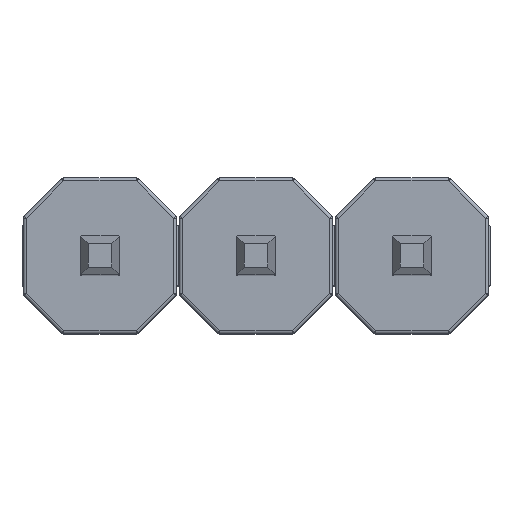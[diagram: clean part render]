
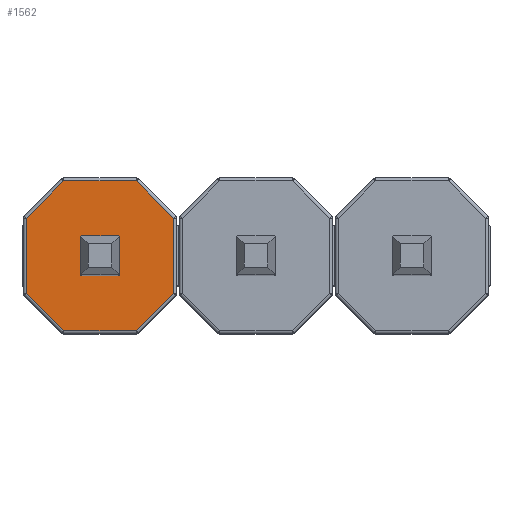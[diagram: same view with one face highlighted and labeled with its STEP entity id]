
A CAD part, top view. The second image highlights one B-rep face of the part: STEP entity #1562.
In plain terms, the highlighted planar face has unit normal (0, 0, 1).
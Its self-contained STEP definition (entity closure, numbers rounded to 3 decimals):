
#92=FACE_BOUND('',#306,.T.);
#213=FACE_OUTER_BOUND('',#305,.T.);
#305=EDGE_LOOP('',(#1178,#1179,#1180,#1181,#1182,#1183,#1184,#1185));
#306=EDGE_LOOP('',(#1186,#1187,#1188,#1189,#1190,#1191,#1192,#1193,#1194,
#1195,#1196,#1197));
#339=LINE('',#2293,#479);
#345=LINE('',#2305,#485);
#347=LINE('',#2311,#487);
#353=LINE('',#2323,#493);
#355=LINE('',#2328,#495);
#359=LINE('',#2335,#499);
#361=LINE('',#2340,#501);
#365=LINE('',#2347,#505);
#392=LINE('',#2470,#532);
#395=LINE('',#2502,#535);
#398=LINE('',#2525,#538);
#399=LINE('',#2533,#539);
#401=LINE('',#2536,#541);
#404=LINE('',#2542,#544);
#416=LINE('',#2560,#556);
#423=LINE('',#2571,#563);
#430=LINE('',#2584,#570);
#431=LINE('',#2585,#571);
#432=LINE('',#2586,#572);
#433=LINE('',#2587,#573);
#479=VECTOR('',#1819,10.);
#485=VECTOR('',#1827,10.);
#487=VECTOR('',#1831,10.);
#493=VECTOR('',#1839,10.);
#495=VECTOR('',#1843,10.);
#499=VECTOR('',#1849,10.);
#501=VECTOR('',#1853,10.);
#505=VECTOR('',#1859,10.);
#532=VECTOR('',#1990,10.);
#535=VECTOR('',#2029,10.);
#538=VECTOR('',#2058,10.);
#539=VECTOR('',#2069,10.);
#541=VECTOR('',#2073,10.);
#544=VECTOR('',#2082,10.);
#556=VECTOR('',#2106,10.);
#563=VECTOR('',#2121,10.);
#570=VECTOR('',#2140,10.);
#571=VECTOR('',#2141,10.);
#572=VECTOR('',#2142,10.);
#573=VECTOR('',#2143,10.);
#618=VERTEX_POINT('',#2289);
#620=VERTEX_POINT('',#2292);
#623=VERTEX_POINT('',#2299);
#625=VERTEX_POINT('',#2303);
#626=VERTEX_POINT('',#2307);
#628=VERTEX_POINT('',#2310);
#631=VERTEX_POINT('',#2317);
#633=VERTEX_POINT('',#2321);
#634=VERTEX_POINT('',#2325);
#637=VERTEX_POINT('',#2332);
#638=VERTEX_POINT('',#2337);
#641=VERTEX_POINT('',#2344);
#674=VERTEX_POINT('',#2438);
#679=VERTEX_POINT('',#2451);
#685=VERTEX_POINT('',#2465);
#691=VERTEX_POINT('',#2485);
#696=VERTEX_POINT('',#2498);
#701=VERTEX_POINT('',#2514);
#703=VERTEX_POINT('',#2520);
#705=VERTEX_POINT('',#2529);
#739=EDGE_CURVE('',#620,#618,#339,.T.);
#745=EDGE_CURVE('',#623,#625,#345,.T.);
#747=EDGE_CURVE('',#628,#626,#347,.T.);
#753=EDGE_CURVE('',#631,#633,#353,.T.);
#755=EDGE_CURVE('',#633,#634,#355,.T.);
#759=EDGE_CURVE('',#637,#620,#359,.T.);
#761=EDGE_CURVE('',#625,#638,#361,.T.);
#765=EDGE_CURVE('',#641,#628,#365,.T.);
#824=EDGE_CURVE('',#674,#685,#392,.T.);
#839=EDGE_CURVE('',#685,#696,#395,.T.);
#851=EDGE_CURVE('',#696,#703,#398,.T.);
#855=EDGE_CURVE('',#703,#705,#399,.T.);
#857=EDGE_CURVE('',#705,#701,#401,.T.);
#860=EDGE_CURVE('',#701,#691,#404,.T.);
#872=EDGE_CURVE('',#691,#679,#416,.T.);
#879=EDGE_CURVE('',#679,#674,#423,.T.);
#886=EDGE_CURVE('',#637,#634,#430,.T.);
#887=EDGE_CURVE('',#623,#618,#431,.T.);
#888=EDGE_CURVE('',#641,#638,#432,.T.);
#889=EDGE_CURVE('',#631,#626,#433,.T.);
#1178=ORIENTED_EDGE('',*,*,#824,.F.);
#1179=ORIENTED_EDGE('',*,*,#879,.F.);
#1180=ORIENTED_EDGE('',*,*,#872,.F.);
#1181=ORIENTED_EDGE('',*,*,#860,.F.);
#1182=ORIENTED_EDGE('',*,*,#857,.F.);
#1183=ORIENTED_EDGE('',*,*,#855,.F.);
#1184=ORIENTED_EDGE('',*,*,#851,.F.);
#1185=ORIENTED_EDGE('',*,*,#839,.F.);
#1186=ORIENTED_EDGE('',*,*,#755,.T.);
#1187=ORIENTED_EDGE('',*,*,#886,.F.);
#1188=ORIENTED_EDGE('',*,*,#759,.T.);
#1189=ORIENTED_EDGE('',*,*,#739,.T.);
#1190=ORIENTED_EDGE('',*,*,#887,.F.);
#1191=ORIENTED_EDGE('',*,*,#745,.T.);
#1192=ORIENTED_EDGE('',*,*,#761,.T.);
#1193=ORIENTED_EDGE('',*,*,#888,.F.);
#1194=ORIENTED_EDGE('',*,*,#765,.T.);
#1195=ORIENTED_EDGE('',*,*,#747,.T.);
#1196=ORIENTED_EDGE('',*,*,#889,.F.);
#1197=ORIENTED_EDGE('',*,*,#753,.T.);
#1385=PLANE('',#1762);
#1562=ADVANCED_FACE('',(#213,#92),#1385,.T.);
#1762=AXIS2_PLACEMENT_3D('',#2583,#2138,#2139);
#1819=DIRECTION('',(1.,0.,0.));
#1827=DIRECTION('',(1.,0.,0.));
#1831=DIRECTION('',(-1.,0.,0.));
#1839=DIRECTION('',(-1.,0.,0.));
#1843=DIRECTION('',(0.,1.,0.));
#1849=DIRECTION('',(0.,1.,0.));
#1853=DIRECTION('',(0.,-1.,0.));
#1859=DIRECTION('',(0.,-1.,0.));
#1990=DIRECTION('',(0.707,0.707,0.));
#2029=DIRECTION('',(1.,0.,0.));
#2058=DIRECTION('',(0.707,-0.707,0.));
#2069=DIRECTION('',(0.,-1.,0.));
#2073=DIRECTION('',(-0.707,-0.707,0.));
#2082=DIRECTION('',(-1.,0.,0.));
#2106=DIRECTION('',(-0.707,0.707,0.));
#2121=DIRECTION('',(0.,1.,0.));
#2138=DIRECTION('center_axis',(0.,0.,1.));
#2139=DIRECTION('ref_axis',(1.,0.,0.));
#2140=DIRECTION('',(0.,-1.,0.));
#2141=DIRECTION('',(-1.,0.,0.));
#2142=DIRECTION('',(0.,1.,0.));
#2143=DIRECTION('',(1.,0.,0.));
#2289=CARTESIAN_POINT('',(-0.295,0.318,2.5));
#2292=CARTESIAN_POINT('',(-0.32,0.317,2.5));
#2293=CARTESIAN_POINT('',(-0.16,0.317,2.5));
#2299=CARTESIAN_POINT('',(0.295,0.317,2.5));
#2303=CARTESIAN_POINT('',(0.32,0.317,2.5));
#2305=CARTESIAN_POINT('',(-0.16,0.317,2.5));
#2307=CARTESIAN_POINT('',(0.295,-0.323,2.5));
#2310=CARTESIAN_POINT('',(0.32,-0.323,2.5));
#2311=CARTESIAN_POINT('',(0.16,-0.323,2.5));
#2317=CARTESIAN_POINT('',(-0.295,-0.323,2.5));
#2321=CARTESIAN_POINT('',(-0.32,-0.323,2.5));
#2323=CARTESIAN_POINT('',(0.16,-0.323,2.5));
#2325=CARTESIAN_POINT('',(-0.32,-0.297,2.5));
#2328=CARTESIAN_POINT('',(-0.32,-0.163,2.5));
#2332=CARTESIAN_POINT('',(-0.32,0.292,2.5));
#2335=CARTESIAN_POINT('',(-0.32,-0.163,2.5));
#2337=CARTESIAN_POINT('',(0.32,0.292,2.5));
#2340=CARTESIAN_POINT('',(0.32,0.157,2.5));
#2344=CARTESIAN_POINT('',(0.32,-0.297,2.5));
#2347=CARTESIAN_POINT('',(0.32,0.157,2.5));
#2438=CARTESIAN_POINT('',(-1.2,0.612,2.5));
#2451=CARTESIAN_POINT('',(-1.2,-0.617,2.5));
#2465=CARTESIAN_POINT('',(-0.594,1.218,2.5));
#2470=CARTESIAN_POINT('',(-0.902,0.91,2.5));
#2485=CARTESIAN_POINT('',(-0.594,-1.223,2.5));
#2498=CARTESIAN_POINT('',(0.594,1.218,2.5));
#2502=CARTESIAN_POINT('',(0.625,1.218,2.5));
#2514=CARTESIAN_POINT('',(0.594,-1.223,2.5));
#2520=CARTESIAN_POINT('',(1.2,0.612,2.5));
#2525=CARTESIAN_POINT('',(0.902,0.91,2.5));
#2529=CARTESIAN_POINT('',(1.2,-0.617,2.5));
#2533=CARTESIAN_POINT('',(1.2,-0.638,2.5));
#2536=CARTESIAN_POINT('',(0.902,-0.915,2.5));
#2542=CARTESIAN_POINT('',(-0.625,-1.223,2.5));
#2560=CARTESIAN_POINT('',(-0.902,-0.915,2.5));
#2571=CARTESIAN_POINT('',(-1.2,0.632,2.5));
#2583=CARTESIAN_POINT('Origin',(0.,-0.003,2.5));
#2584=CARTESIAN_POINT('',(-0.32,-0.003,2.5));
#2585=CARTESIAN_POINT('',(0.,0.318,2.5));
#2586=CARTESIAN_POINT('',(0.32,-0.003,2.5));
#2587=CARTESIAN_POINT('',(0.,-0.323,2.5));
